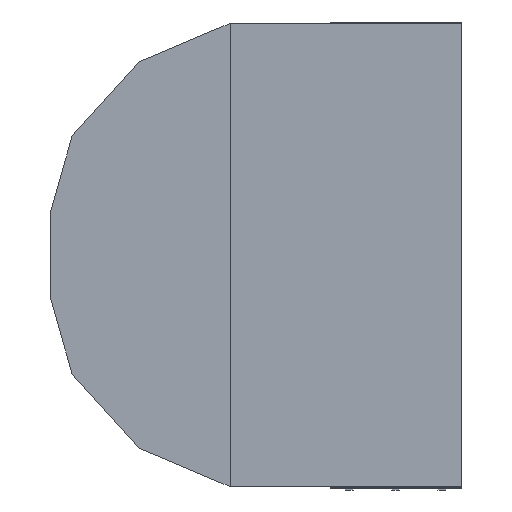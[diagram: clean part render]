
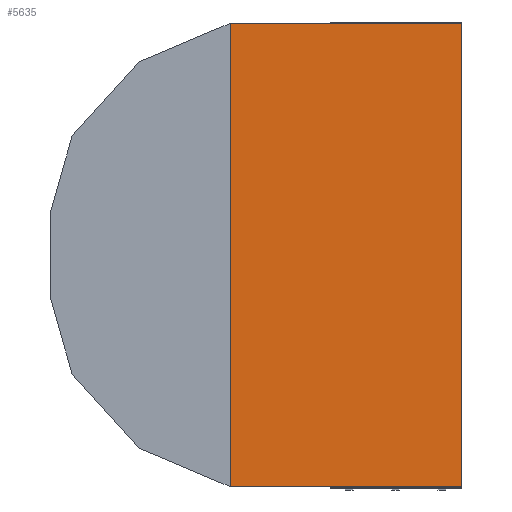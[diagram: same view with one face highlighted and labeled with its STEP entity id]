
A CAD part, left-side view. The second image highlights one B-rep face of the part: STEP entity #5635.
In plain terms, the highlighted free-form (B-spline) face has degree [1, 1] with [2, 2] control points.
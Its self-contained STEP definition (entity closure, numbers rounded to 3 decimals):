
#5635 = ADVANCED_FACE('',(#5636),#5666,.T.);
#5636 = FACE_BOUND('',#5637,.T.);
#5637 = EDGE_LOOP('',(#5638,#5647,#5654,#5661));
#5638 = ORIENTED_EDGE('',*,*,#5639,.T.);
#5639 = EDGE_CURVE('',#5640,#5642,#5644,.T.);
#5640 = VERTEX_POINT('',#5641);
#5641 = CARTESIAN_POINT('',(-5863.596,-1243.642,
    -8.74));
#5642 = VERTEX_POINT('',#5643);
#5643 = CARTESIAN_POINT('',(-5863.596,3126.585,
    -8.74));
#5644 = B_SPLINE_CURVE_WITH_KNOTS('',1,(#5645,#5646),.UNSPECIFIED.,.F.,
  .F.,(2,2),(0.,1.),.PIECEWISE_BEZIER_KNOTS.);
#5645 = CARTESIAN_POINT('',(-5863.596,-1243.642,
    -8.74));
#5646 = CARTESIAN_POINT('',(-5863.596,3126.585,
    -8.74));
#5647 = ORIENTED_EDGE('',*,*,#5648,.T.);
#5648 = EDGE_CURVE('',#5642,#5649,#5651,.T.);
#5649 = VERTEX_POINT('',#5650);
#5650 = CARTESIAN_POINT('',(-5863.596,3126.585,
    -8749.194));
#5651 = B_SPLINE_CURVE_WITH_KNOTS('',1,(#5652,#5653),.UNSPECIFIED.,.F.,
  .F.,(2,2),(0.,1.),.PIECEWISE_BEZIER_KNOTS.);
#5652 = CARTESIAN_POINT('',(-5863.596,3126.585,
    -8.74));
#5653 = CARTESIAN_POINT('',(-5863.596,3126.585,
    -8749.194));
#5654 = ORIENTED_EDGE('',*,*,#5655,.T.);
#5655 = EDGE_CURVE('',#5649,#5656,#5658,.T.);
#5656 = VERTEX_POINT('',#5657);
#5657 = CARTESIAN_POINT('',(-5863.596,-1243.642,
    -8749.194));
#5658 = B_SPLINE_CURVE_WITH_KNOTS('',1,(#5659,#5660),.UNSPECIFIED.,.F.,
  .F.,(2,2),(0.,1.),.PIECEWISE_BEZIER_KNOTS.);
#5659 = CARTESIAN_POINT('',(-5863.596,3126.585,
    -8749.194));
#5660 = CARTESIAN_POINT('',(-5863.596,-1243.642,
    -8749.194));
#5661 = ORIENTED_EDGE('',*,*,#5662,.T.);
#5662 = EDGE_CURVE('',#5656,#5640,#5663,.T.);
#5663 = B_SPLINE_CURVE_WITH_KNOTS('',1,(#5664,#5665),.UNSPECIFIED.,.F.,
  .F.,(2,2),(0.,1.),.PIECEWISE_BEZIER_KNOTS.);
#5664 = CARTESIAN_POINT('',(-5863.596,-1243.642,
    -8749.194));
#5665 = CARTESIAN_POINT('',(-5863.596,-1243.642,
    -8.74));
#5666 = B_SPLINE_SURFACE_WITH_KNOTS('',1,1,(
    (#5667,#5668)
    ,(#5669,#5670
    )),.UNSPECIFIED.,.F.,.F.,.F.,(2,2),(2,2),(0.,1.),(0.,1.),
  .PIECEWISE_BEZIER_KNOTS.);
#5667 = CARTESIAN_POINT('',(-5863.596,-1243.642,
    -8.74));
#5668 = CARTESIAN_POINT('',(-5863.596,-1243.642,
    -8749.194));
#5669 = CARTESIAN_POINT('',(-5863.596,3126.585,
    -8.74));
#5670 = CARTESIAN_POINT('',(-5863.596,3126.585,
    -8749.194));
